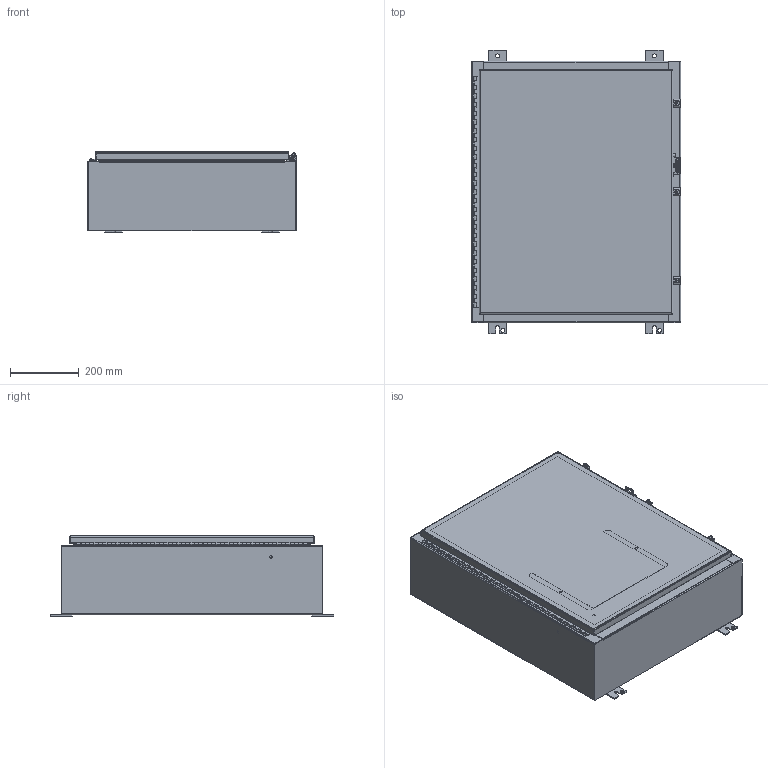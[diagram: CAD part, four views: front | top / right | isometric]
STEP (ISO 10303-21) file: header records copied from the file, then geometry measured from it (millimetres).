
FILE_DESCRIPTION (( 'STEP AP203' ), '1' );
FILE_NAME ('SCE-30H2408SS6LP.step', '2021-02-09T15:45:17', ( 'ADC123' ), ( 'Microsoft' ), 'SwSTEP 2.0', 'SolidWorks 2019', '' );
FILE_SCHEMA (( 'CONFIG_CONTROL_DESIGN' ));
Products named in the file (1): SCE-30H2408SS6LP
Bounding box: 609.6 x 825.5 x 233.88 mm (x, y, z)
Surface area: 4468890.9 mm2 (no closed solid volume)
Topology: 0 solids, 54 shells, 3825 faces, 10561 edges, 6596 vertices
Faces by surface type: plane 1563, bspline 1405, cylinder 800, cone 56, torus 1
Full cylindrical faces by diameter (mm): 3.175 x1, 3.962 x1, 4.064 x2, 4.318 x1, 4.775 x5, 4.826 x5, 4.902 x5, 5.156 x2, 6.299 x13, 6.35 x3, 6.363 x6, 6.502 x5, 7.137 x4, 8.433 x4, 9.296 x4, 9.322 x4, 11.113 x8, 12.7 x4, 12.878 x3, 14.288 x6
Entity records: 207794 total; most frequent: CARTESIAN_POINT 127420, ORIENTED_EDGE 19829, DIRECTION 11718, EDGE_CURVE 9924, VERTEX_POINT 6457, EDGE_LOOP 4181, B_SPLINE_CURVE_WITH_KNOTS 4147, AXIS2_PLACEMENT_3D 4036
